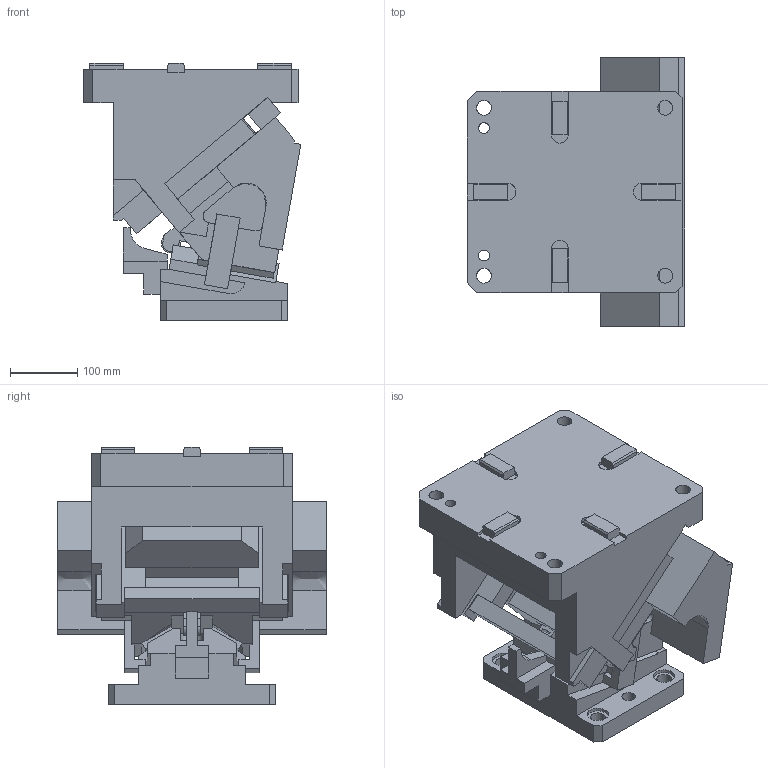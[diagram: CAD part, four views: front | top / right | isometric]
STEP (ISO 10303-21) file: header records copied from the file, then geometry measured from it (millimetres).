
FILE_DESCRIPTION(('CATIA V5 STEP Exchange'),'2;1');
FILE_NAME('CACN_400_10.stp','2015-04-27T12:27:07+00:00',('none'),('none'),'CATIA Version 5 Release 19 SP 2 (IN-10)','CATIA V5 STEP AP203','none');
FILE_SCHEMA(('CONFIG_CONTROL_DESIGN'));
Length unit declared in the file: millimetre
Products named in the file (1): CACN_400_10
Bounding box: 324.13 x 400 x 384 mm (x, y, z)
Volume: 21291264.4 mm3; surface area: 1166758.4 mm2
Topology: 3 solids, 3 shells, 373 faces, 1067 edges, 705 vertices
Faces by surface type: plane 290, cylinder 81, extrusion 2
Entity records: 12697 total; most frequent: CARTESIAN_POINT 3316, ORIENTED_EDGE 2134, DIRECTION 1583, EDGE_CURVE 1067, VECTOR 891, LINE 889, VERTEX_POINT 705, EDGE_LOOP 406
